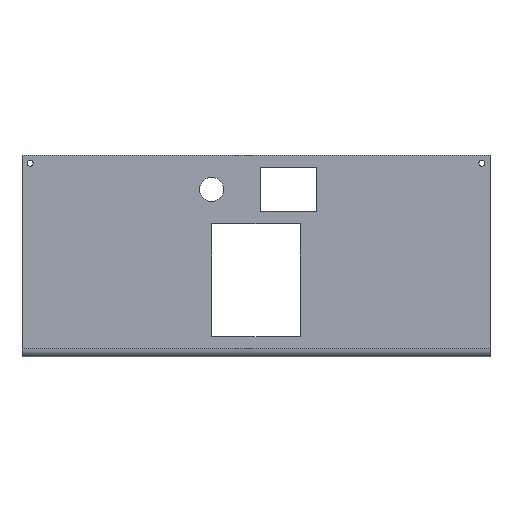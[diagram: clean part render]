
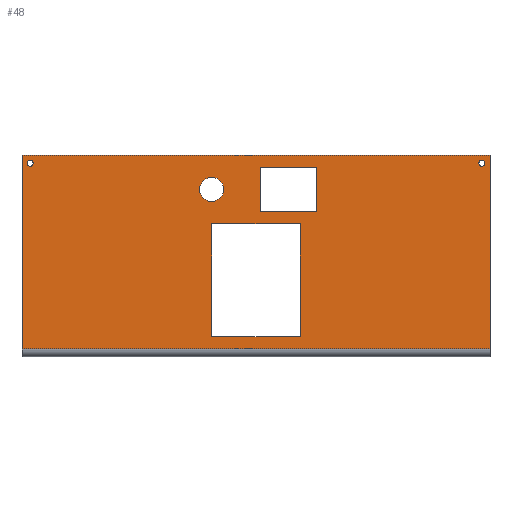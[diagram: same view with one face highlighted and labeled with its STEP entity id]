
A CAD part, left-side view. The second image highlights one B-rep face of the part: STEP entity #48.
In plain terms, the highlighted planar face has unit normal (-1, 0, 0).
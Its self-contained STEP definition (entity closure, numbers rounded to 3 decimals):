
#48=ADVANCED_FACE('',(#309,#311,#313,#315,#317,#319),#321,.T.);
#309=FACE_BOUND('',#310,.T.);
#310=EDGE_LOOP('',(#626,#627,#628,#629));
#311=FACE_BOUND('',#312,.T.);
#312=EDGE_LOOP('',(#630));
#313=FACE_BOUND('',#314,.T.);
#314=EDGE_LOOP('',(#631));
#315=FACE_BOUND('',#316,.T.);
#316=EDGE_LOOP('',(#632));
#317=FACE_BOUND('',#318,.T.);
#318=EDGE_LOOP('',(#633,#634,#635,#636));
#319=FACE_BOUND('',#320,.T.);
#320=EDGE_LOOP('',(#637,#638,#639,#640));
#321=PLANE('',#322);
#322=AXIS2_PLACEMENT_3D('',#323,#324,#325);
#323=CARTESIAN_POINT('',(-37.7,52.,0.));
#324=DIRECTION('',(-1.,0.,0.));
#325=DIRECTION('',(0.,-1.,0.));
#626=ORIENTED_EDGE('',*,*,#786,.T.);
#627=ORIENTED_EDGE('',*,*,#787,.F.);
#628=ORIENTED_EDGE('',*,*,#788,.F.);
#629=ORIENTED_EDGE('',*,*,#789,.F.);
#630=ORIENTED_EDGE('',*,*,#790,.T.);
#631=ORIENTED_EDGE('',*,*,#791,.T.);
#632=ORIENTED_EDGE('',*,*,#792,.T.);
#633=ORIENTED_EDGE('',*,*,#793,.T.);
#634=ORIENTED_EDGE('',*,*,#794,.T.);
#635=ORIENTED_EDGE('',*,*,#795,.T.);
#636=ORIENTED_EDGE('',*,*,#796,.T.);
#637=ORIENTED_EDGE('',*,*,#797,.T.);
#638=ORIENTED_EDGE('',*,*,#798,.T.);
#639=ORIENTED_EDGE('',*,*,#799,.T.);
#640=ORIENTED_EDGE('',*,*,#800,.T.);
#786=EDGE_CURVE('',#863,#864,#865,.T.);
#787=EDGE_CURVE('',#866,#864,#867,.T.);
#788=EDGE_CURVE('',#868,#866,#869,.T.);
#789=EDGE_CURVE('',#863,#868,#870,.T.);
#790=EDGE_CURVE('',#871,#871,#872,.F.);
#791=EDGE_CURVE('',#873,#873,#874,.F.);
#792=EDGE_CURVE('',#875,#875,#876,.F.);
#793=EDGE_CURVE('',#877,#878,#879,.F.);
#794=EDGE_CURVE('',#878,#880,#881,.F.);
#795=EDGE_CURVE('',#880,#882,#883,.F.);
#796=EDGE_CURVE('',#882,#877,#884,.F.);
#797=EDGE_CURVE('',#885,#886,#887,.F.);
#798=EDGE_CURVE('',#886,#888,#889,.F.);
#799=EDGE_CURVE('',#888,#890,#891,.T.);
#800=EDGE_CURVE('',#890,#885,#892,.F.);
#863=VERTEX_POINT('',#996);
#864=VERTEX_POINT('',#997);
#865=LINE('',#998,#999);
#866=VERTEX_POINT('',#1001);
#867=LINE('',#1002,#1003);
#868=VERTEX_POINT('',#1005);
#869=LINE('',#1006,#1007);
#870=LINE('',#1009,#1010);
#871=VERTEX_POINT('',#1012);
#872=CIRCLE('',#1013,0.75);
#873=VERTEX_POINT('',#1017);
#874=CIRCLE('',#1018,0.75);
#875=VERTEX_POINT('',#1022);
#876=CIRCLE('',#1023,3.);
#877=VERTEX_POINT('',#1027);
#878=VERTEX_POINT('',#1028);
#879=LINE('',#1029,#1030);
#880=VERTEX_POINT('',#1032);
#881=LINE('',#1033,#1034);
#882=VERTEX_POINT('',#1036);
#883=LINE('',#1037,#1038);
#884=LINE('',#1040,#1041);
#885=VERTEX_POINT('',#1043);
#886=VERTEX_POINT('',#1044);
#887=LINE('',#1045,#1046);
#888=VERTEX_POINT('',#1048);
#889=LINE('',#1049,#1050);
#890=VERTEX_POINT('',#1052);
#891=LINE('',#1053,#1054);
#892=LINE('',#1056,#1057);
#996=CARTESIAN_POINT('',(-37.7,58.,2.));
#997=CARTESIAN_POINT('',(-37.7,-58.,2.));
#998=CARTESIAN_POINT('',(-37.7,58.,2.));
#999=VECTOR('',#1000,1.);
#1000=DIRECTION('',(0.,-1.,0.));
#1001=CARTESIAN_POINT('',(-37.7,-58.,50.));
#1002=CARTESIAN_POINT('',(-37.7,-58.,50.));
#1003=VECTOR('',#1004,1.);
#1004=DIRECTION('',(0.,0.,-1.));
#1005=CARTESIAN_POINT('',(-37.7,58.,50.));
#1006=CARTESIAN_POINT('',(-37.7,58.,50.));
#1007=VECTOR('',#1008,1.);
#1008=DIRECTION('',(0.,-1.,0.));
#1009=CARTESIAN_POINT('',(-37.7,58.,2.));
#1010=VECTOR('',#1011,1.);
#1011=DIRECTION('',(0.,0.,1.));
#1012=CARTESIAN_POINT('',(-37.7,-55.25,48.));
#1013=AXIS2_PLACEMENT_3D('',#1014,#1015,#1016);
#1014=CARTESIAN_POINT('',(-37.7,-56.,48.));
#1015=DIRECTION('',(-1.,0.,0.));
#1016=DIRECTION('',(0.,1.,0.));
#1017=CARTESIAN_POINT('',(-37.7,56.75,48.));
#1018=AXIS2_PLACEMENT_3D('',#1019,#1020,#1021);
#1019=CARTESIAN_POINT('',(-37.7,56.,48.));
#1020=DIRECTION('',(-1.,0.,0.));
#1021=DIRECTION('',(0.,1.,0.));
#1022=CARTESIAN_POINT('',(-37.7,14.,41.5));
#1023=AXIS2_PLACEMENT_3D('',#1024,#1025,#1026);
#1024=CARTESIAN_POINT('',(-37.7,11.,41.5));
#1025=DIRECTION('',(-1.,0.,0.));
#1026=DIRECTION('',(0.,1.,0.));
#1027=CARTESIAN_POINT('',(-37.7,-11.,5.));
#1028=CARTESIAN_POINT('',(-37.7,11.,5.));
#1029=CARTESIAN_POINT('',(-37.7,11.,5.));
#1030=VECTOR('',#1031,1.);
#1031=DIRECTION('',(0.,-1.,0.));
#1032=CARTESIAN_POINT('',(-37.7,11.,33.));
#1033=CARTESIAN_POINT('',(-37.7,11.,33.));
#1034=VECTOR('',#1035,1.);
#1035=DIRECTION('',(0.,0.,-1.));
#1036=CARTESIAN_POINT('',(-37.7,-11.,33.));
#1037=CARTESIAN_POINT('',(-37.7,-11.,33.));
#1038=VECTOR('',#1039,1.);
#1039=DIRECTION('',(0.,1.,0.));
#1040=CARTESIAN_POINT('',(-37.7,-11.,5.));
#1041=VECTOR('',#1042,1.);
#1042=DIRECTION('',(0.,0.,1.));
#1043=CARTESIAN_POINT('',(-37.7,-1.,36.));
#1044=CARTESIAN_POINT('',(-37.7,-1.,47.));
#1045=CARTESIAN_POINT('',(-37.7,-1.,47.));
#1046=VECTOR('',#1047,1.);
#1047=DIRECTION('',(0.,0.,-1.));
#1048=CARTESIAN_POINT('',(-37.7,-15.,47.));
#1049=CARTESIAN_POINT('',(-37.7,-15.,47.));
#1050=VECTOR('',#1051,1.);
#1051=DIRECTION('',(0.,1.,0.));
#1052=CARTESIAN_POINT('',(-37.7,-15.,36.));
#1053=CARTESIAN_POINT('',(-37.7,-15.,47.));
#1054=VECTOR('',#1055,1.);
#1055=DIRECTION('',(0.,0.,-1.));
#1056=CARTESIAN_POINT('',(-37.7,-1.,36.));
#1057=VECTOR('',#1058,1.);
#1058=DIRECTION('',(0.,-1.,0.));
